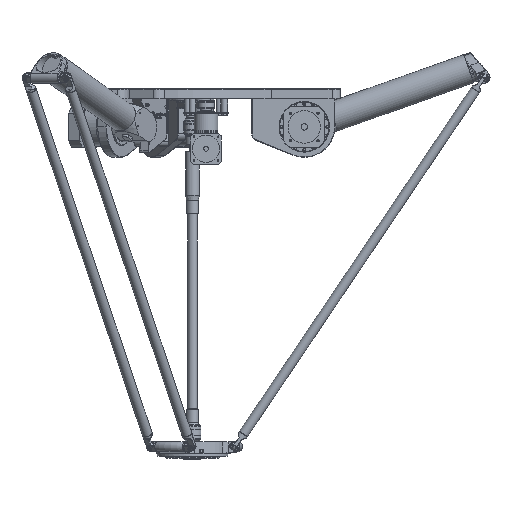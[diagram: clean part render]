
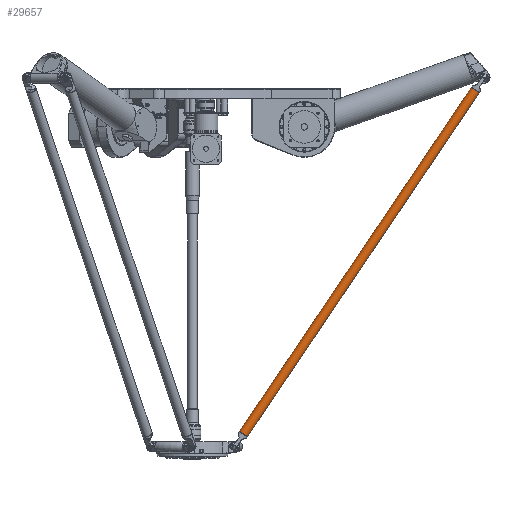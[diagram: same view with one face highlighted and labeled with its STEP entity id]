
A CAD part, front view. The second image highlights one B-rep face of the part: STEP entity #29657.
In plain terms, the highlighted cylindrical face has radius 15.005 mm (diameter 30.01 mm), a full revolution.
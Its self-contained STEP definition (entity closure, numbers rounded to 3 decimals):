
#1113=FACE_BOUND('',#7557,.T.);
#2665=CIRCLE('',#32909,15.005);
#2667=CIRCLE('',#32912,15.005);
#3443=CYLINDRICAL_SURFACE('',#32914,15.005);
#5054=FACE_OUTER_BOUND('',#7556,.T.);
#7556=EDGE_LOOP('',(#25418));
#7557=EDGE_LOOP('',(#25419));
#14741=VERTEX_POINT('',#58427);
#14743=VERTEX_POINT('',#58432);
#18389=EDGE_CURVE('',#14741,#14741,#2665,.T.);
#18391=EDGE_CURVE('',#14743,#14743,#2667,.T.);
#25418=ORIENTED_EDGE('',*,*,#18389,.F.);
#25419=ORIENTED_EDGE('',*,*,#18391,.F.);
#29657=ADVANCED_FACE('',(#5054,#1113),#3443,.T.);
#32909=AXIS2_PLACEMENT_3D('',#58428,#40792,#40793);
#32912=AXIS2_PLACEMENT_3D('',#58433,#40798,#40799);
#32914=AXIS2_PLACEMENT_3D('',#58436,#40802,#40803);
#40792=DIRECTION('center_axis',(1.,0.,0.));
#40793=DIRECTION('ref_axis',(0.,0.,-1.));
#40798=DIRECTION('center_axis',(-1.,0.,0.));
#40799=DIRECTION('ref_axis',(0.,0.,-1.));
#40802=DIRECTION('center_axis',(-1.,0.,0.));
#40803=DIRECTION('ref_axis',(0.,0.,-1.));
#58427=CARTESIAN_POINT('',(1270.046,0.,15.005));
#58428=CARTESIAN_POINT('Origin',(1270.046,0.,0.));
#58432=CARTESIAN_POINT('',(44.954,0.,15.005));
#58433=CARTESIAN_POINT('Origin',(44.954,0.,
0.));
#58436=CARTESIAN_POINT('Origin',(657.5,0.,0.));
